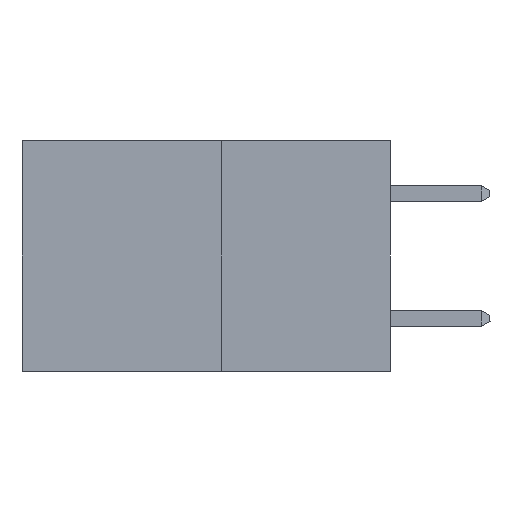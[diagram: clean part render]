
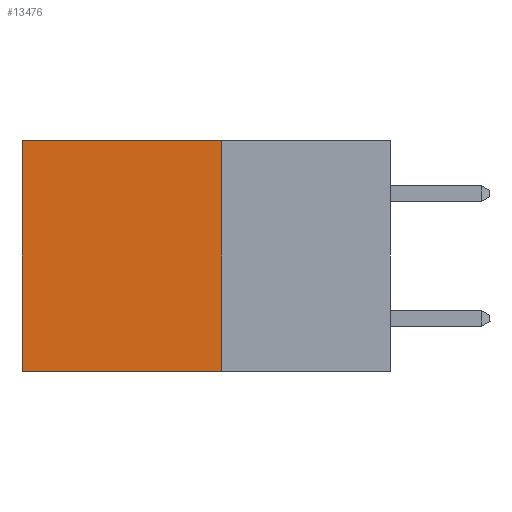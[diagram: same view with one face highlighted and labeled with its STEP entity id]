
A CAD part, left-side view. The second image highlights one B-rep face of the part: STEP entity #13476.
In plain terms, the highlighted planar face has unit normal (-1, 0, 0).
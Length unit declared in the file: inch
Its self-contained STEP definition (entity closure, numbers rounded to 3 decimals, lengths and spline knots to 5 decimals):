
#75 = ORIENTED_EDGE ( 'NONE', *, *, #5532, .T. ) ;
#244 = PLANE ( 'NONE',  #1651 ) ;
#507 = DIRECTION ( 'NONE',  ( 0., 1., 0. ) ) ;
#690 = VERTEX_POINT ( 'NONE', #15763 ) ;
#906 = VERTEX_POINT ( 'NONE', #12401 ) ;
#1592 = ORIENTED_EDGE ( 'NONE', *, *, #4621, .F. ) ;
#1646 = DIRECTION ( 'NONE',  ( 1., 0., 0. ) ) ;
#1651 = AXIS2_PLACEMENT_3D ( 'NONE', #4413, #1646, #11261 ) ;
#2131 = VERTEX_POINT ( 'NONE', #12361 ) ;
#2176 = EDGE_CURVE ( 'NONE', #6519, #690, #16607, .T. ) ;
#2712 = CARTESIAN_POINT ( 'NONE',  ( 0.277, 0.27, -0.37 ) ) ;
#4384 = LINE ( 'NONE', #2712, #14866 ) ;
#4413 = CARTESIAN_POINT ( 'NONE',  ( 0.277, 0.27, -0.37 ) ) ;
#4621 = EDGE_CURVE ( 'NONE', #2131, #690, #4384, .T. ) ;
#5331 = VECTOR ( 'NONE', #17296, 39.37008 ) ;
#5532 = EDGE_CURVE ( 'NONE', #906, #6519, #7955, .T. ) ;
#6456 = DIRECTION ( 'NONE',  ( 0., 0., -1. ) ) ;
#6519 = VERTEX_POINT ( 'NONE', #11274 ) ;
#6539 = CARTESIAN_POINT ( 'NONE',  ( 0.277, 0.27, -0.37 ) ) ;
#6590 = ORIENTED_EDGE ( 'NONE', *, *, #9797, .F. ) ;
#7658 = CARTESIAN_POINT ( 'NONE',  ( 0.277, 0.27, 0. ) ) ;
#7955 = LINE ( 'NONE', #7658, #14828 ) ;
#9314 = DIRECTION ( 'NONE',  ( 0., 1., 0. ) ) ;
#9322 = ORIENTED_EDGE ( 'NONE', *, *, #2176, .T. ) ;
#9797 = EDGE_CURVE ( 'NONE', #906, #2131, #10316, .T. ) ;
#10316 = LINE ( 'NONE', #6539, #10746 ) ;
#10746 = VECTOR ( 'NONE', #6456, 39.37008 ) ;
#11261 = DIRECTION ( 'NONE',  ( 0., 0., -1. ) ) ;
#11274 = CARTESIAN_POINT ( 'NONE',  ( 0.277, 0.59, 0. ) ) ;
#12361 = CARTESIAN_POINT ( 'NONE',  ( 0.277, 0.27, -0.37 ) ) ;
#12401 = CARTESIAN_POINT ( 'NONE',  ( 0.277, 0.27, 0. ) ) ;
#12620 = CARTESIAN_POINT ( 'NONE',  ( 0.277, 0.59, -0.37 ) ) ;
#13476 = ADVANCED_FACE ( 'NONE', ( #16818 ), #244, .F. ) ;
#14828 = VECTOR ( 'NONE', #9314, 39.37008 ) ;
#14866 = VECTOR ( 'NONE', #507, 39.37008 ) ;
#15480 = EDGE_LOOP ( 'NONE', ( #9322, #1592, #6590, #75 ) ) ;
#15763 = CARTESIAN_POINT ( 'NONE',  ( 0.277, 0.59, -0.37 ) ) ;
#16607 = LINE ( 'NONE', #12620, #5331 ) ;
#16818 = FACE_OUTER_BOUND ( 'NONE', #15480, .T. ) ;
#17296 = DIRECTION ( 'NONE',  ( 0., 0., -1. ) ) ;
